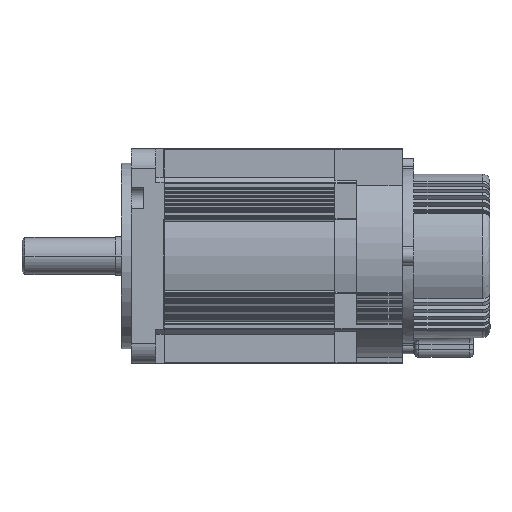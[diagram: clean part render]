
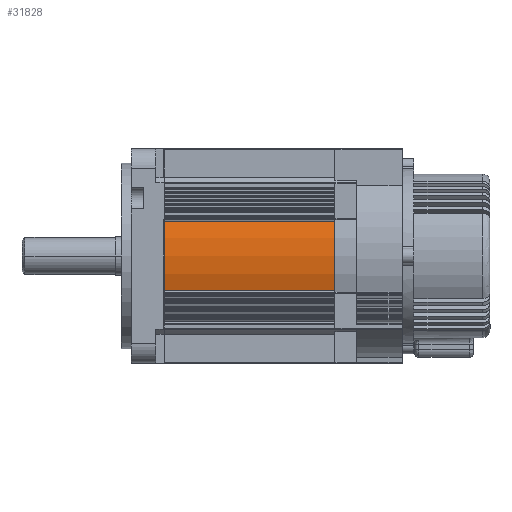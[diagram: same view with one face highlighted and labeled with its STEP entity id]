
A CAD part, front view. The second image highlights one B-rep face of the part: STEP entity #31828.
In plain terms, the highlighted cylindrical face has radius 55 mm (diameter 110 mm), a partial arc.
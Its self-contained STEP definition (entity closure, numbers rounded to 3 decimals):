
#92 = VERTEX_POINT ( 'NONE', #4793 ) ;
#622 = DIRECTION ( 'NONE',  ( 1., 0., 0. ) ) ;
#652 = CARTESIAN_POINT ( 'NONE',  ( 17.838, -52.027, 0. ) ) ;
#837 = ORIENTED_EDGE ( 'NONE', *, *, #53436, .T. ) ;
#1480 = DIRECTION ( 'NONE',  ( 0., 0., -1. ) ) ;
#4793 = CARTESIAN_POINT ( 'NONE',  ( 17.838, -52.027, 0. ) ) ;
#5366 = DIRECTION ( 'NONE',  ( 0., 0., 1. ) ) ;
#5482 = CIRCLE ( 'NONE', #55108, 55. ) ;
#9358 = DIRECTION ( 'NONE',  ( 0., 0., -1. ) ) ;
#10786 = CARTESIAN_POINT ( 'NONE',  ( -17.838, -52.027, 87.5 ) ) ;
#15143 = VERTEX_POINT ( 'NONE', #10786 ) ;
#15880 = VECTOR ( 'NONE', #5366, 1000. ) ;
#16903 = EDGE_LOOP ( 'NONE', ( #837, #39328, #30864, #16922 ) ) ;
#16922 = ORIENTED_EDGE ( 'NONE', *, *, #37362, .T. ) ;
#18222 = CYLINDRICAL_SURFACE ( 'NONE', #18846, 55. ) ;
#18846 = AXIS2_PLACEMENT_3D ( 'NONE', #27640, #41003, #622 ) ;
#23662 = AXIS2_PLACEMENT_3D ( 'NONE', #36403, #9358, #40923 ) ;
#24100 = VERTEX_POINT ( 'NONE', #35671 ) ;
#24130 = CIRCLE ( 'NONE', #23662, 55. ) ;
#24691 = CARTESIAN_POINT ( 'NONE',  ( 0., 0., 0. ) ) ;
#27640 = CARTESIAN_POINT ( 'NONE',  ( 0., 0., 0. ) ) ;
#28730 = VERTEX_POINT ( 'NONE', #53316 ) ;
#29225 = DIRECTION ( 'NONE',  ( 1., 0., 0. ) ) ;
#30864 = ORIENTED_EDGE ( 'NONE', *, *, #43315, .T. ) ;
#31828 = ADVANCED_FACE ( 'NONE', ( #42231 ), #18222, .T. ) ;
#32373 = VECTOR ( 'NONE', #1480, 1000. ) ;
#35671 = CARTESIAN_POINT ( 'NONE',  ( -17.838, -52.027, 0. ) ) ;
#36403 = CARTESIAN_POINT ( 'NONE',  ( 0., 0., 87.5 ) ) ;
#37362 = EDGE_CURVE ( 'NONE', #15143, #24100, #44314, .T. ) ;
#39328 = ORIENTED_EDGE ( 'NONE', *, *, #55338, .T. ) ;
#40923 = DIRECTION ( 'NONE',  ( 1., 0., 0. ) ) ;
#41003 = DIRECTION ( 'NONE',  ( 0., 0., 1. ) ) ;
#42231 = FACE_OUTER_BOUND ( 'NONE', #16903, .T. ) ;
#43315 = EDGE_CURVE ( 'NONE', #28730, #15143, #24130, .T. ) ;
#44314 = LINE ( 'NONE', #55432, #32373 ) ;
#51818 = LINE ( 'NONE', #652, #15880 ) ;
#53316 = CARTESIAN_POINT ( 'NONE',  ( 17.838, -52.027, 87.5 ) ) ;
#53436 = EDGE_CURVE ( 'NONE', #24100, #92, #5482, .T. ) ;
#55108 = AXIS2_PLACEMENT_3D ( 'NONE', #24691, #56112, #29225 ) ;
#55338 = EDGE_CURVE ( 'NONE', #92, #28730, #51818, .T. ) ;
#55432 = CARTESIAN_POINT ( 'NONE',  ( -17.838, -52.027, 0. ) ) ;
#56112 = DIRECTION ( 'NONE',  ( 0., 0., 1. ) ) ;
